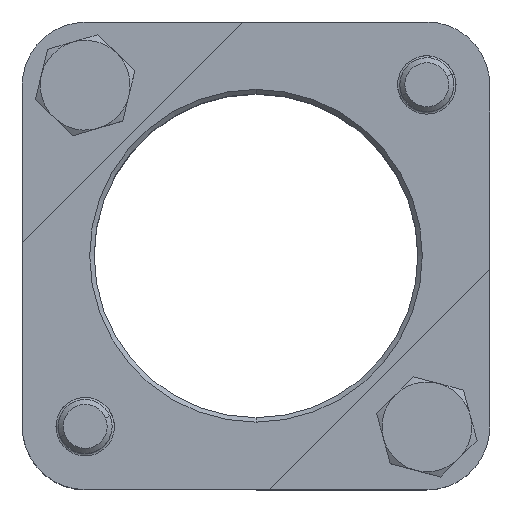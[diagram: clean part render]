
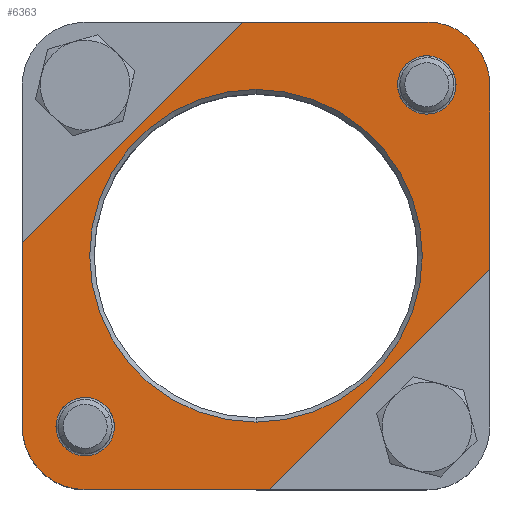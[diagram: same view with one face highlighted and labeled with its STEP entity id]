
A CAD part, top view. The second image highlights one B-rep face of the part: STEP entity #6363.
In plain terms, the highlighted planar face has unit normal (0, 0, 1).
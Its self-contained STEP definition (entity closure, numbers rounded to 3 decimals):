
#70 = FACE_BOUND ( 'NONE', #868, .T. ) ;
#93 = EDGE_CURVE ( 'NONE', #9965, #10128, #13482, .T. ) ;
#248 = CARTESIAN_POINT ( 'NONE',  ( -19., -26., -12.8 ) ) ;
#303 = AXIS2_PLACEMENT_3D ( 'NONE', #7180, #13133, #9529 ) ;
#572 = VECTOR ( 'NONE', #6605, 1000. ) ;
#614 = ORIENTED_EDGE ( 'NONE', *, *, #10226, .F. ) ;
#757 = EDGE_LOOP ( 'NONE', ( #11498, #3772, #3492, #614, #6035, #1262, #13746, #2284 ) ) ;
#868 = EDGE_LOOP ( 'NONE', ( #12304, #3284 ) ) ;
#913 = DIRECTION ( 'NONE',  ( -1., 0., 0. ) ) ;
#1167 = DIRECTION ( 'NONE',  ( 0., 0., -1. ) ) ;
#1262 = ORIENTED_EDGE ( 'NONE', *, *, #14641, .F. ) ;
#1278 = CARTESIAN_POINT ( 'NONE',  ( 0., -18.5, -12.8 ) ) ;
#1454 = CARTESIAN_POINT ( 'NONE',  ( 19., 22.25, -12.8 ) ) ;
#1672 = VERTEX_POINT ( 'NONE', #1454 ) ;
#1777 = EDGE_CURVE ( 'NONE', #2256, #14527, #7964, .T. ) ;
#1798 = CARTESIAN_POINT ( 'NONE',  ( 26., 19., -12.8 ) ) ;
#2256 = VERTEX_POINT ( 'NONE', #8985 ) ;
#2284 = ORIENTED_EDGE ( 'NONE', *, *, #93, .F. ) ;
#2381 = CARTESIAN_POINT ( 'NONE',  ( -1.506, 26., -12.8 ) ) ;
#2440 = ORIENTED_EDGE ( 'NONE', *, *, #7952, .T. ) ;
#2760 = LINE ( 'NONE', #15111, #13668 ) ;
#2951 = LINE ( 'NONE', #8695, #6633 ) ;
#2963 = DIRECTION ( 'NONE',  ( 0., -1., 0. ) ) ;
#3007 = EDGE_CURVE ( 'NONE', #8638, #3872, #2951, .T. ) ;
#3217 = EDGE_CURVE ( 'NONE', #3872, #9965, #2760, .T. ) ;
#3284 = ORIENTED_EDGE ( 'NONE', *, *, #11464, .T. ) ;
#3299 = CIRCLE ( 'NONE', #5796, 7. ) ;
#3416 = CARTESIAN_POINT ( 'NONE',  ( 19., 19., -12.8 ) ) ;
#3478 = AXIS2_PLACEMENT_3D ( 'NONE', #6592, #6643, #14935 ) ;
#3492 = ORIENTED_EDGE ( 'NONE', *, *, #9015, .F. ) ;
#3732 = CARTESIAN_POINT ( 'NONE',  ( -19., -15.75, -12.8 ) ) ;
#3772 = ORIENTED_EDGE ( 'NONE', *, *, #3007, .F. ) ;
#3872 = VERTEX_POINT ( 'NONE', #8774 ) ;
#3996 = VERTEX_POINT ( 'NONE', #1278 ) ;
#4068 = CARTESIAN_POINT ( 'NONE',  ( 0., 0., -12.8 ) ) ;
#4134 = EDGE_CURVE ( 'NONE', #1672, #15109, #10508, .T. ) ;
#4144 = AXIS2_PLACEMENT_3D ( 'NONE', #9535, #10714, #8179 ) ;
#4181 = CARTESIAN_POINT ( 'NONE',  ( 19., 15.75, -12.8 ) ) ;
#4242 = DIRECTION ( 'NONE',  ( 0., 0., -1. ) ) ;
#4501 = AXIS2_PLACEMENT_3D ( 'NONE', #3416, #11628, #15249 ) ;
#4687 = FACE_BOUND ( 'NONE', #12512, .T. ) ;
#4811 = CARTESIAN_POINT ( 'NONE',  ( -26., -19., -12.8 ) ) ;
#4989 = VECTOR ( 'NONE', #2963, 1000. ) ;
#4993 = AXIS2_PLACEMENT_3D ( 'NONE', #14006, #1167, #11745 ) ;
#5067 = EDGE_CURVE ( 'NONE', #11073, #14828, #13614, .T. ) ;
#5215 = DIRECTION ( 'NONE',  ( 0., 1., 0. ) ) ;
#5393 = CARTESIAN_POINT ( 'NONE',  ( -26., -19., -12.8 ) ) ;
#5577 = DIRECTION ( 'NONE',  ( 0., 1., 0. ) ) ;
#5796 = AXIS2_PLACEMENT_3D ( 'NONE', #11394, #4242, #6614 ) ;
#6035 = ORIENTED_EDGE ( 'NONE', *, *, #5067, .F. ) ;
#6236 = VERTEX_POINT ( 'NONE', #1798 ) ;
#6303 = EDGE_CURVE ( 'NONE', #10128, #14688, #11172, .T. ) ;
#6363 = ADVANCED_FACE ( 'NONE', ( #70, #4687, #10045, #7088 ), #15319, .F. ) ;
#6592 = CARTESIAN_POINT ( 'NONE',  ( -19., -19., -12.8 ) ) ;
#6605 = DIRECTION ( 'NONE',  ( 0.707, 0.707, 0. ) ) ;
#6614 = DIRECTION ( 'NONE',  ( 0., -1., 0. ) ) ;
#6633 = VECTOR ( 'NONE', #14487, 1000. ) ;
#6643 = DIRECTION ( 'NONE',  ( 0., 0., -1. ) ) ;
#6786 = CIRCLE ( 'NONE', #4993, 18.5 ) ;
#6842 = LINE ( 'NONE', #11385, #572 ) ;
#7088 = FACE_OUTER_BOUND ( 'NONE', #757, .T. ) ;
#7180 = CARTESIAN_POINT ( 'NONE',  ( -19., -19., -12.8 ) ) ;
#7952 = EDGE_CURVE ( 'NONE', #14527, #2256, #12973, .T. ) ;
#7964 = CIRCLE ( 'NONE', #3478, 3.25 ) ;
#7966 = CARTESIAN_POINT ( 'NONE',  ( -26., 1.506, -12.8 ) ) ;
#8179 = DIRECTION ( 'NONE',  ( 0., 1., 0. ) ) ;
#8207 = CARTESIAN_POINT ( 'NONE',  ( 19., 26., -12.8 ) ) ;
#8638 = VERTEX_POINT ( 'NONE', #8924 ) ;
#8695 = CARTESIAN_POINT ( 'NONE',  ( 26., -1.506, -12.8 ) ) ;
#8762 = CARTESIAN_POINT ( 'NONE',  ( 26., -19., -12.8 ) ) ;
#8774 = CARTESIAN_POINT ( 'NONE',  ( 1.506, -26., -12.8 ) ) ;
#8810 = CIRCLE ( 'NONE', #12417, 18.5 ) ;
#8923 = ORIENTED_EDGE ( 'NONE', *, *, #10287, .T. ) ;
#8924 = CARTESIAN_POINT ( 'NONE',  ( 26., -1.506, -12.8 ) ) ;
#8985 = CARTESIAN_POINT ( 'NONE',  ( -19., -22.25, -12.8 ) ) ;
#9015 = EDGE_CURVE ( 'NONE', #6236, #8638, #10174, .T. ) ;
#9529 = DIRECTION ( 'NONE',  ( 0., 1., 0. ) ) ;
#9535 = CARTESIAN_POINT ( 'NONE',  ( 19., 19., -12.8 ) ) ;
#9883 = CARTESIAN_POINT ( 'NONE',  ( -19., -19., -12.8 ) ) ;
#9965 = VERTEX_POINT ( 'NONE', #248 ) ;
#10025 = DIRECTION ( 'NONE',  ( 0., 1., 0. ) ) ;
#10045 = FACE_BOUND ( 'NONE', #14699, .T. ) ;
#10128 = VERTEX_POINT ( 'NONE', #5393 ) ;
#10174 = LINE ( 'NONE', #8762, #4989 ) ;
#10226 = EDGE_CURVE ( 'NONE', #14828, #6236, #3299, .T. ) ;
#10262 = AXIS2_PLACEMENT_3D ( 'NONE', #13625, #14764, #10025 ) ;
#10287 = EDGE_CURVE ( 'NONE', #3996, #13829, #6786, .T. ) ;
#10403 = ORIENTED_EDGE ( 'NONE', *, *, #1777, .T. ) ;
#10508 = CIRCLE ( 'NONE', #4501, 3.25 ) ;
#10708 = EDGE_CURVE ( 'NONE', #13829, #3996, #8810, .T. ) ;
#10714 = DIRECTION ( 'NONE',  ( 0., 0., -1. ) ) ;
#10943 = DIRECTION ( 'NONE',  ( 1., 0., 0. ) ) ;
#11073 = VERTEX_POINT ( 'NONE', #2381 ) ;
#11111 = DIRECTION ( 'NONE',  ( 0., 0., -1. ) ) ;
#11172 = LINE ( 'NONE', #4811, #13179 ) ;
#11385 = CARTESIAN_POINT ( 'NONE',  ( -1.506, 26., -12.8 ) ) ;
#11394 = CARTESIAN_POINT ( 'NONE',  ( 19., 19., -12.8 ) ) ;
#11464 = EDGE_CURVE ( 'NONE', #15109, #1672, #12695, .T. ) ;
#11498 = ORIENTED_EDGE ( 'NONE', *, *, #3217, .F. ) ;
#11511 = AXIS2_PLACEMENT_3D ( 'NONE', #9883, #12240, #5215 ) ;
#11628 = DIRECTION ( 'NONE',  ( 0., 0., -1. ) ) ;
#11745 = DIRECTION ( 'NONE',  ( 0., 1., 0. ) ) ;
#12240 = DIRECTION ( 'NONE',  ( 0., 0., -1. ) ) ;
#12304 = ORIENTED_EDGE ( 'NONE', *, *, #4134, .T. ) ;
#12417 = AXIS2_PLACEMENT_3D ( 'NONE', #4068, #11111, #14671 ) ;
#12512 = EDGE_LOOP ( 'NONE', ( #8923, #13103 ) ) ;
#12695 = CIRCLE ( 'NONE', #4144, 3.25 ) ;
#12973 = CIRCLE ( 'NONE', #11511, 3.25 ) ;
#13103 = ORIENTED_EDGE ( 'NONE', *, *, #10708, .T. ) ;
#13133 = DIRECTION ( 'NONE',  ( 0., 0., -1. ) ) ;
#13179 = VECTOR ( 'NONE', #5577, 1000. ) ;
#13482 = CIRCLE ( 'NONE', #10262, 7. ) ;
#13614 = LINE ( 'NONE', #14492, #14731 ) ;
#13625 = CARTESIAN_POINT ( 'NONE',  ( -19., -19., -12.8 ) ) ;
#13668 = VECTOR ( 'NONE', #913, 1000. ) ;
#13746 = ORIENTED_EDGE ( 'NONE', *, *, #6303, .F. ) ;
#13829 = VERTEX_POINT ( 'NONE', #15342 ) ;
#14006 = CARTESIAN_POINT ( 'NONE',  ( 0., 0., -12.8 ) ) ;
#14487 = DIRECTION ( 'NONE',  ( -0.707, -0.707, 0. ) ) ;
#14492 = CARTESIAN_POINT ( 'NONE',  ( 19., 26., -12.8 ) ) ;
#14527 = VERTEX_POINT ( 'NONE', #3732 ) ;
#14641 = EDGE_CURVE ( 'NONE', #14688, #11073, #6842, .T. ) ;
#14671 = DIRECTION ( 'NONE',  ( 0., 1., 0. ) ) ;
#14688 = VERTEX_POINT ( 'NONE', #7966 ) ;
#14699 = EDGE_LOOP ( 'NONE', ( #2440, #10403 ) ) ;
#14731 = VECTOR ( 'NONE', #10943, 1000. ) ;
#14764 = DIRECTION ( 'NONE',  ( 0., 0., -1. ) ) ;
#14828 = VERTEX_POINT ( 'NONE', #8207 ) ;
#14935 = DIRECTION ( 'NONE',  ( 0., 1., 0. ) ) ;
#15109 = VERTEX_POINT ( 'NONE', #4181 ) ;
#15111 = CARTESIAN_POINT ( 'NONE',  ( 19., -26., -12.8 ) ) ;
#15249 = DIRECTION ( 'NONE',  ( 0., 1., 0. ) ) ;
#15319 = PLANE ( 'NONE',  #303 ) ;
#15342 = CARTESIAN_POINT ( 'NONE',  ( 0., 18.5, -12.8 ) ) ;
